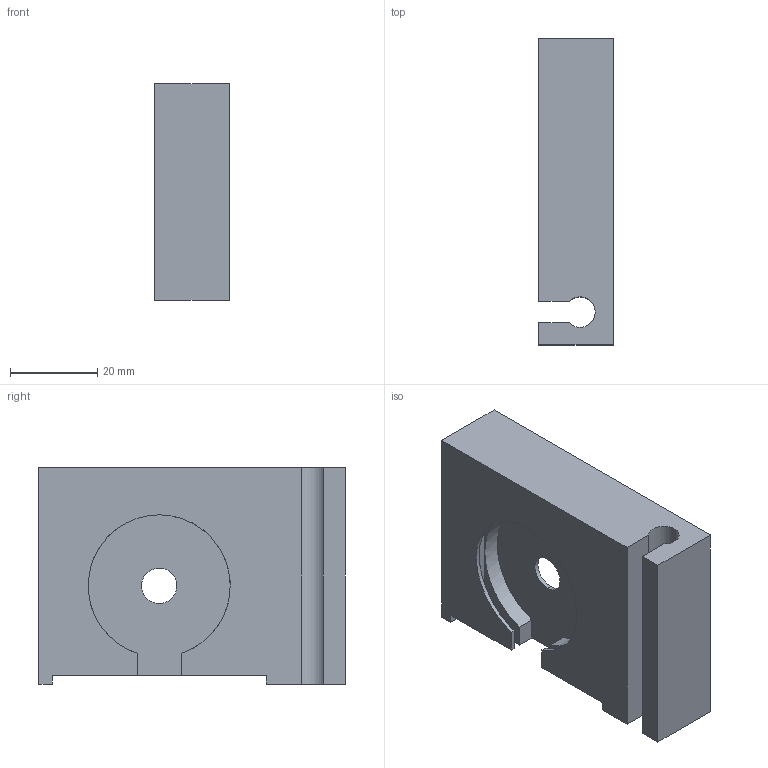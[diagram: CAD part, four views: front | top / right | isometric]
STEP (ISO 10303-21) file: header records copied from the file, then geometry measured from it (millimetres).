
FILE_DESCRIPTION (( 'STEP AP214' ), '1' );
FILE_NAME ('Cible_region_gas.STEP', '2023-06-08T14:03:26', ( '' ), ( '' ), 'SwSTEP 2.0', 'SolidWorks 2020', '' );
FILE_SCHEMA (( 'AUTOMOTIVE_DESIGN' ));
Length unit declared in the file: millimetre
Products named in the file (1): Cible_region_gas
Bounding box: 17 x 70 x 49.5 mm (x, y, z)
Volume: 27966 mm3; surface area: 13122.2 mm2
Topology: 1 solids, 1 shells, 114 faces, 308 edges, 204 vertices
Faces by surface type: plane 95, bspline 14, cylinder 5
Entity records: 4448 total; most frequent: CARTESIAN_POINT 1617, ORIENTED_EDGE 616, DIRECTION 500, EDGE_CURVE 308, LINE 262, VECTOR 262, VERTEX_POINT 204, EDGE_LOOP 124
